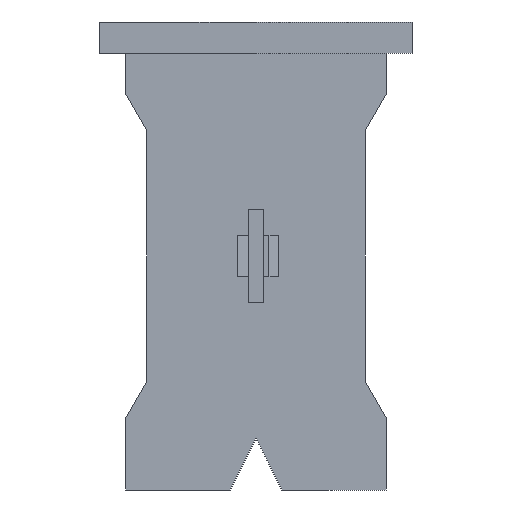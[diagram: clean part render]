
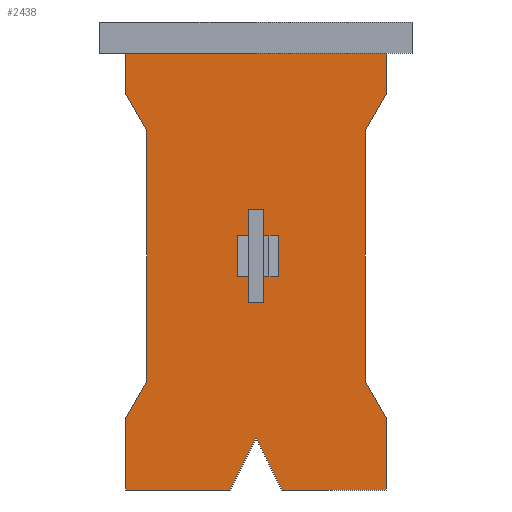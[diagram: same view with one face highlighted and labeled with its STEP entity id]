
A CAD part, left-side view. The second image highlights one B-rep face of the part: STEP entity #2438.
In plain terms, the highlighted planar face has unit normal (-1, 0, 0).
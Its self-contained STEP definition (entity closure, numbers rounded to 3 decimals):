
#2409=AXIS2_PLACEMENT_3D('Plane Axis2P3D',#2406,#2407,#2408) ;
#1722=CARTESIAN_POINT('Vertex',(0.,-75.,225.)) ;
#1727=CARTESIAN_POINT('Line Origine',(0.,-75.,210.)) ;
#1731=CARTESIAN_POINT('Vertex',(0.,-75.,195.)) ;
#1758=CARTESIAN_POINT('Line Origine',(0.,-100.,195.)) ;
#1762=CARTESIAN_POINT('Vertex',(0.,-125.,195.)) ;
#1789=CARTESIAN_POINT('Line Origine',(0.,-125.,175.)) ;
#1793=CARTESIAN_POINT('Vertex',(0.,-125.,155.)) ;
#1820=CARTESIAN_POINT('Line Origine',(0.,-115.,137.679)) ;
#1824=CARTESIAN_POINT('Vertex',(0.,-105.,120.359)) ;
#1851=CARTESIAN_POINT('Line Origine',(0.,-105.,0.)) ;
#1855=CARTESIAN_POINT('Vertex',(0.,-105.,-120.359)) ;
#1882=CARTESIAN_POINT('Line Origine',(0.,-115.,-137.679)) ;
#1886=CARTESIAN_POINT('Vertex',(0.,-125.,-155.)) ;
#1908=CARTESIAN_POINT('Line Origine',(0.,-125.,-190.)) ;
#1912=CARTESIAN_POINT('Vertex',(0.,-125.,-225.)) ;
#1939=CARTESIAN_POINT('Line Origine',(0.,-75.,-225.)) ;
#1943=CARTESIAN_POINT('Vertex',(0.,-25.,-225.)) ;
#1970=CARTESIAN_POINT('Line Origine',(0.,-12.5,-200.)) ;
#1974=CARTESIAN_POINT('Vertex',(0.,0.,-175.)) ;
#2001=CARTESIAN_POINT('Line Origine',(0.,12.5,-200.)) ;
#2005=CARTESIAN_POINT('Vertex',(0.,25.,-225.)) ;
#2027=CARTESIAN_POINT('Line Origine',(0.,75.,-225.)) ;
#2031=CARTESIAN_POINT('Vertex',(0.,125.,-225.)) ;
#2058=CARTESIAN_POINT('Line Origine',(0.,125.,-190.)) ;
#2062=CARTESIAN_POINT('Vertex',(0.,125.,-155.)) ;
#2089=CARTESIAN_POINT('Line Origine',(0.,115.,-137.679)) ;
#2093=CARTESIAN_POINT('Vertex',(0.,105.,-120.359)) ;
#2120=CARTESIAN_POINT('Line Origine',(0.,105.,0.)) ;
#2124=CARTESIAN_POINT('Vertex',(0.,105.,120.359)) ;
#2151=CARTESIAN_POINT('Line Origine',(0.,115.,137.679)) ;
#2155=CARTESIAN_POINT('Vertex',(0.,125.,155.)) ;
#2177=CARTESIAN_POINT('Line Origine',(0.,125.,175.)) ;
#2181=CARTESIAN_POINT('Vertex',(0.,125.,195.)) ;
#2203=CARTESIAN_POINT('Line Origine',(0.,100.,195.)) ;
#2207=CARTESIAN_POINT('Vertex',(0.,75.,195.)) ;
#2234=CARTESIAN_POINT('Line Origine',(0.,75.,210.)) ;
#2238=CARTESIAN_POINT('Vertex',(0.,75.,225.)) ;
#2265=CARTESIAN_POINT('Line Origine',(0.,0.,225.)) ;
#2300=CARTESIAN_POINT('Vertex',(0.,-7.5,45.)) ;
#2303=CARTESIAN_POINT('Line Origine',(0.,0.,45.)) ;
#2307=CARTESIAN_POINT('Vertex',(0.,7.5,45.)) ;
#2334=CARTESIAN_POINT('Line Origine',(0.,7.5,0.)) ;
#2338=CARTESIAN_POINT('Vertex',(0.,7.5,-45.)) ;
#2365=CARTESIAN_POINT('Line Origine',(0.,0.,-45.)) ;
#2369=CARTESIAN_POINT('Vertex',(0.,-7.5,-45.)) ;
#2394=CARTESIAN_POINT('Line Origine',(0.,-7.5,0.)) ;
#2406=CARTESIAN_POINT('Axis2P3D Location',(0.,0.,0.)) ;
#1728=DIRECTION('Vector Direction',(0.,0.,1.)) ;
#1759=DIRECTION('Vector Direction',(0.,-1.,0.)) ;
#1790=DIRECTION('Vector Direction',(0.,0.,-1.)) ;
#1821=DIRECTION('Vector Direction',(0.,-0.5,0.866)) ;
#1852=DIRECTION('Vector Direction',(0.,0.,1.)) ;
#1883=DIRECTION('Vector Direction',(0.,-0.5,-0.866)) ;
#1909=DIRECTION('Vector Direction',(0.,0.,1.)) ;
#1940=DIRECTION('Vector Direction',(0.,-1.,0.)) ;
#1971=DIRECTION('Vector Direction',(0.,0.447,0.894)) ;
#2002=DIRECTION('Vector Direction',(0.,-0.447,0.894)) ;
#2028=DIRECTION('Vector Direction',(0.,1.,0.)) ;
#2059=DIRECTION('Vector Direction',(0.,0.,1.)) ;
#2090=DIRECTION('Vector Direction',(0.,0.5,-0.866)) ;
#2121=DIRECTION('Vector Direction',(0.,0.,1.)) ;
#2152=DIRECTION('Vector Direction',(0.,0.5,0.866)) ;
#2178=DIRECTION('Vector Direction',(0.,0.,1.)) ;
#2204=DIRECTION('Vector Direction',(0.,1.,0.)) ;
#2235=DIRECTION('Vector Direction',(0.,0.,1.)) ;
#2266=DIRECTION('Vector Direction',(0.,1.,0.)) ;
#2304=DIRECTION('Vector Direction',(0.,1.,0.)) ;
#2335=DIRECTION('Vector Direction',(0.,0.,1.)) ;
#2366=DIRECTION('Vector Direction',(0.,-1.,0.)) ;
#2395=DIRECTION('Vector Direction',(0.,0.,-1.)) ;
#2407=DIRECTION('Axis2P3D Direction',(1.,0.,0.)) ;
#2408=DIRECTION('Axis2P3D XDirection',(0.,1.,0.)) ;
#1729=VECTOR('Line Direction',#1728,1.) ;
#1760=VECTOR('Line Direction',#1759,1.) ;
#1791=VECTOR('Line Direction',#1790,1.) ;
#1822=VECTOR('Line Direction',#1821,1.) ;
#1853=VECTOR('Line Direction',#1852,1.) ;
#1884=VECTOR('Line Direction',#1883,1.) ;
#1910=VECTOR('Line Direction',#1909,1.) ;
#1941=VECTOR('Line Direction',#1940,1.) ;
#1972=VECTOR('Line Direction',#1971,1.) ;
#2003=VECTOR('Line Direction',#2002,1.) ;
#2029=VECTOR('Line Direction',#2028,1.) ;
#2060=VECTOR('Line Direction',#2059,1.) ;
#2091=VECTOR('Line Direction',#2090,1.) ;
#2122=VECTOR('Line Direction',#2121,1.) ;
#2153=VECTOR('Line Direction',#2152,1.) ;
#2179=VECTOR('Line Direction',#2178,1.) ;
#2205=VECTOR('Line Direction',#2204,1.) ;
#2236=VECTOR('Line Direction',#2235,1.) ;
#2267=VECTOR('Line Direction',#2266,1.) ;
#2305=VECTOR('Line Direction',#2304,1.) ;
#2336=VECTOR('Line Direction',#2335,1.) ;
#2367=VECTOR('Line Direction',#2366,1.) ;
#2396=VECTOR('Line Direction',#2395,1.) ;
#2412=ORIENTED_EDGE('',*,*,#2269,.F.) ;
#2413=ORIENTED_EDGE('',*,*,#2240,.F.) ;
#2414=ORIENTED_EDGE('',*,*,#2209,.F.) ;
#2415=ORIENTED_EDGE('',*,*,#2183,.F.) ;
#2416=ORIENTED_EDGE('',*,*,#2157,.F.) ;
#2417=ORIENTED_EDGE('',*,*,#2126,.F.) ;
#2418=ORIENTED_EDGE('',*,*,#2095,.F.) ;
#2419=ORIENTED_EDGE('',*,*,#2064,.F.) ;
#2420=ORIENTED_EDGE('',*,*,#2033,.F.) ;
#2421=ORIENTED_EDGE('',*,*,#2007,.F.) ;
#2422=ORIENTED_EDGE('',*,*,#1976,.F.) ;
#2423=ORIENTED_EDGE('',*,*,#1945,.F.) ;
#2424=ORIENTED_EDGE('',*,*,#1914,.F.) ;
#2425=ORIENTED_EDGE('',*,*,#1888,.F.) ;
#2426=ORIENTED_EDGE('',*,*,#1857,.F.) ;
#2427=ORIENTED_EDGE('',*,*,#1826,.F.) ;
#2428=ORIENTED_EDGE('',*,*,#1795,.F.) ;
#2429=ORIENTED_EDGE('',*,*,#1764,.F.) ;
#2430=ORIENTED_EDGE('',*,*,#1733,.F.) ;
#2433=ORIENTED_EDGE('',*,*,#2398,.T.) ;
#2434=ORIENTED_EDGE('',*,*,#2371,.T.) ;
#2435=ORIENTED_EDGE('',*,*,#2340,.T.) ;
#2436=ORIENTED_EDGE('',*,*,#2309,.T.) ;
#2437=FACE_BOUND('',#2432,.T.) ;
#2438=ADVANCED_FACE('PartBody',(#2431,#2437),#2410,.F.) ;
#1733=EDGE_CURVE('',#1723,#1732,#1730,.F.) ;
#1764=EDGE_CURVE('',#1732,#1763,#1761,.T.) ;
#1795=EDGE_CURVE('',#1763,#1794,#1792,.T.) ;
#1826=EDGE_CURVE('',#1794,#1825,#1823,.F.) ;
#1857=EDGE_CURVE('',#1825,#1856,#1854,.F.) ;
#1888=EDGE_CURVE('',#1856,#1887,#1885,.T.) ;
#1914=EDGE_CURVE('',#1887,#1913,#1911,.F.) ;
#1945=EDGE_CURVE('',#1913,#1944,#1942,.F.) ;
#1976=EDGE_CURVE('',#1944,#1975,#1973,.T.) ;
#2007=EDGE_CURVE('',#1975,#2006,#2004,.F.) ;
#2033=EDGE_CURVE('',#2006,#2032,#2030,.T.) ;
#2064=EDGE_CURVE('',#2032,#2063,#2061,.T.) ;
#2095=EDGE_CURVE('',#2063,#2094,#2092,.F.) ;
#2126=EDGE_CURVE('',#2094,#2125,#2123,.T.) ;
#2157=EDGE_CURVE('',#2125,#2156,#2154,.T.) ;
#2183=EDGE_CURVE('',#2156,#2182,#2180,.T.) ;
#2209=EDGE_CURVE('',#2182,#2208,#2206,.F.) ;
#2240=EDGE_CURVE('',#2208,#2239,#2237,.T.) ;
#2269=EDGE_CURVE('',#2239,#1723,#2268,.F.) ;
#2309=EDGE_CURVE('',#2308,#2301,#2306,.F.) ;
#2340=EDGE_CURVE('',#2339,#2308,#2337,.T.) ;
#2371=EDGE_CURVE('',#2370,#2339,#2368,.F.) ;
#2398=EDGE_CURVE('',#2301,#2370,#2397,.T.) ;
#2411=EDGE_LOOP('',(#2412,#2413,#2414,#2415,#2416,#2417,#2418,#2419,#2420,#2421,#2422,#2423,#2424,#2425,#2426,#2427,#2428,#2429,#2430)) ;
#2432=EDGE_LOOP('',(#2433,#2434,#2435,#2436)) ;
#2431=FACE_OUTER_BOUND('',#2411,.T.) ;
#1730=LINE('Line',#1727,#1729) ;
#1761=LINE('Line',#1758,#1760) ;
#1792=LINE('Line',#1789,#1791) ;
#1823=LINE('Line',#1820,#1822) ;
#1854=LINE('Line',#1851,#1853) ;
#1885=LINE('Line',#1882,#1884) ;
#1911=LINE('Line',#1908,#1910) ;
#1942=LINE('Line',#1939,#1941) ;
#1973=LINE('Line',#1970,#1972) ;
#2004=LINE('Line',#2001,#2003) ;
#2030=LINE('Line',#2027,#2029) ;
#2061=LINE('Line',#2058,#2060) ;
#2092=LINE('Line',#2089,#2091) ;
#2123=LINE('Line',#2120,#2122) ;
#2154=LINE('Line',#2151,#2153) ;
#2180=LINE('Line',#2177,#2179) ;
#2206=LINE('Line',#2203,#2205) ;
#2237=LINE('Line',#2234,#2236) ;
#2268=LINE('Line',#2265,#2267) ;
#2306=LINE('Line',#2303,#2305) ;
#2337=LINE('Line',#2334,#2336) ;
#2368=LINE('Line',#2365,#2367) ;
#2397=LINE('Line',#2394,#2396) ;
#2410=PLANE('Plane',#2409) ;
#1723=VERTEX_POINT('',#1722) ;
#1732=VERTEX_POINT('',#1731) ;
#1763=VERTEX_POINT('',#1762) ;
#1794=VERTEX_POINT('',#1793) ;
#1825=VERTEX_POINT('',#1824) ;
#1856=VERTEX_POINT('',#1855) ;
#1887=VERTEX_POINT('',#1886) ;
#1913=VERTEX_POINT('',#1912) ;
#1944=VERTEX_POINT('',#1943) ;
#1975=VERTEX_POINT('',#1974) ;
#2006=VERTEX_POINT('',#2005) ;
#2032=VERTEX_POINT('',#2031) ;
#2063=VERTEX_POINT('',#2062) ;
#2094=VERTEX_POINT('',#2093) ;
#2125=VERTEX_POINT('',#2124) ;
#2156=VERTEX_POINT('',#2155) ;
#2182=VERTEX_POINT('',#2181) ;
#2208=VERTEX_POINT('',#2207) ;
#2239=VERTEX_POINT('',#2238) ;
#2301=VERTEX_POINT('',#2300) ;
#2308=VERTEX_POINT('',#2307) ;
#2339=VERTEX_POINT('',#2338) ;
#2370=VERTEX_POINT('',#2369) ;
